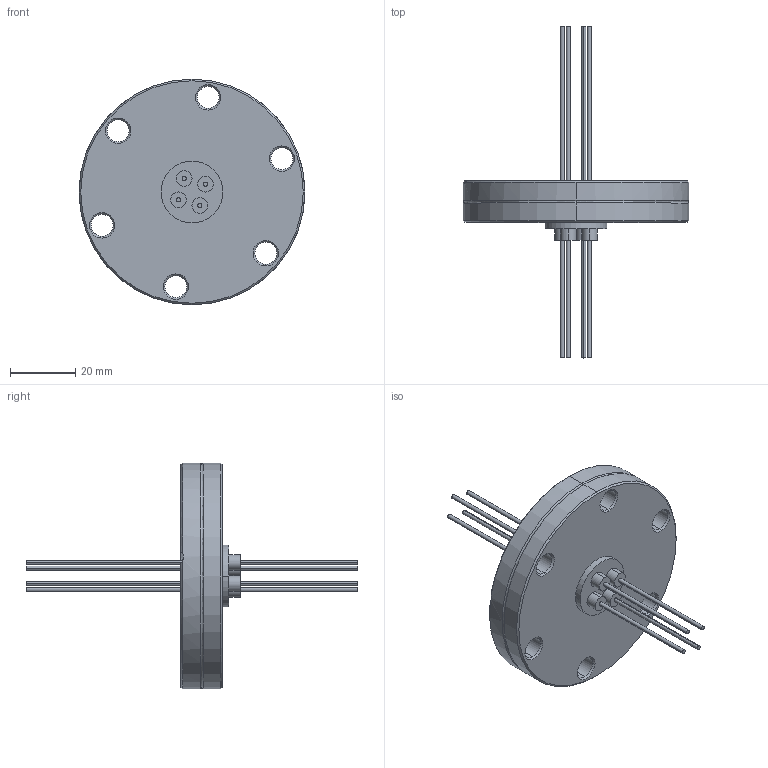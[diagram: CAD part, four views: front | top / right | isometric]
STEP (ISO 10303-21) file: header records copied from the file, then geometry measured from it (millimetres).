
FILE_DESCRIPTION (( 'STEP AP214' ), '1' );
FILE_NAME ('420XST040-1-20-4.step', '2017-07-10T09:37:48', ( 'install' ), ( '' ), 'SwSTEP 2.0', 'SolidWorks 2015', '' );
FILE_SCHEMA (( 'AUTOMOTIVE_DESIGN' ));
Length unit declared in the file: inch
Products named in the file (1): 420XST040-1-20-4
Bounding box: 69.09 x 101.6 x 69.09 mm (x, y, z)
Volume: 41616.5 mm3; surface area: 14943.6 mm2
Topology: 1 solids, 5 shells, 179 faces, 423 edges, 272 vertices
Faces by surface type: cylinder 88, cone 51, plane 30, bspline 10
Entity records: 5628 total; most frequent: CARTESIAN_POINT 1262, DIRECTION 999, ORIENTED_EDGE 846, AXIS2_PLACEMENT_3D 430, EDGE_CURVE 423, VERTEX_POINT 272, CIRCLE 260, EDGE_LOOP 217
